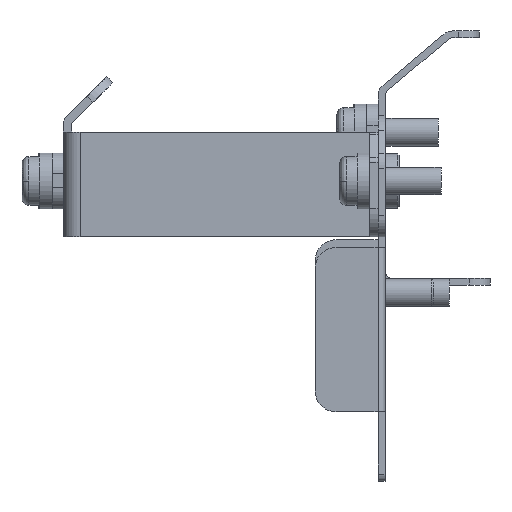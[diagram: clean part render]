
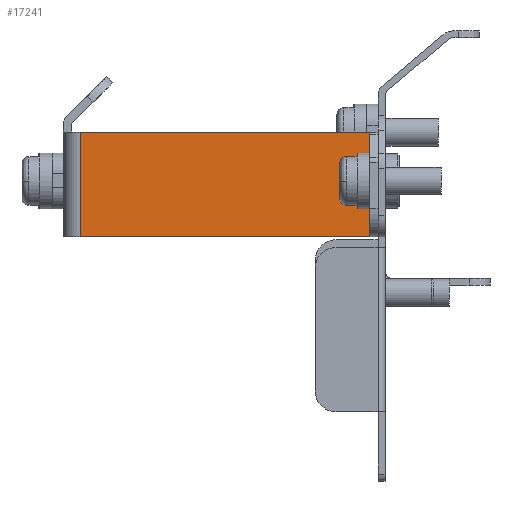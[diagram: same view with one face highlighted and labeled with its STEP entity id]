
A CAD part, left-side view. The second image highlights one B-rep face of the part: STEP entity #17241.
In plain terms, the highlighted planar face has unit normal (-1, 0, 0).
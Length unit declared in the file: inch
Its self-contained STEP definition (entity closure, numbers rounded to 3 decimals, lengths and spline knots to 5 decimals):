
#1406 = DIRECTION ( 'NONE',  ( -1., 0., 0. ) ) ;
#5183 = EDGE_LOOP ( 'NONE', ( #7738, #38100, #6395, #27438 ) ) ;
#5826 = DIRECTION ( 'NONE',  ( 0., 0., -1. ) ) ;
#6395 = ORIENTED_EDGE ( 'NONE', *, *, #25606, .T. ) ;
#6934 = CARTESIAN_POINT ( 'NONE',  ( -2.04528, 0.06693, 0.94094 ) ) ;
#7506 = VERTEX_POINT ( 'NONE', #25525 ) ;
#7738 = ORIENTED_EDGE ( 'NONE', *, *, #36470, .F. ) ;
#7995 = EDGE_CURVE ( 'NONE', #8850, #7506, #37773, .T. ) ;
#8037 = LINE ( 'NONE', #18611, #17555 ) ;
#8159 = EDGE_CURVE ( 'NONE', #23863, #19937, #8037, .T. ) ;
#8850 = VERTEX_POINT ( 'NONE', #35736 ) ;
#9669 = CARTESIAN_POINT ( 'NONE',  ( -2.04528, 1.76772, 0.94094 ) ) ;
#9855 = PLANE ( 'NONE',  #17904 ) ;
#10404 = VECTOR ( 'NONE', #5826, 39.37008 ) ;
#10636 = CARTESIAN_POINT ( 'NONE',  ( -2.04528, 1.79134, 1.08126 ) ) ;
#10877 = CARTESIAN_POINT ( 'NONE',  ( -2.04528, 0.06693, 1.5315 ) ) ;
#11607 = VECTOR ( 'NONE', #26628, 39.37008 ) ;
#12136 = VECTOR ( 'NONE', #28609, 39.37008 ) ;
#12811 = FACE_OUTER_BOUND ( 'NONE', #5183, .T. ) ;
#13828 = CARTESIAN_POINT ( 'NONE',  ( -2.04528, 1.74696, 1.5315 ) ) ;
#17241 = ADVANCED_FACE ( 'NONE', ( #12811 ), #9855, .T. ) ;
#17555 = VECTOR ( 'NONE', #31297, 39.37008 ) ;
#17904 = AXIS2_PLACEMENT_3D ( 'NONE', #10636, #1406, #20000 ) ;
#18611 = CARTESIAN_POINT ( 'NONE',  ( -2.04528, 0.06693, 1.5315 ) ) ;
#19937 = VERTEX_POINT ( 'NONE', #10877 ) ;
#20000 = DIRECTION ( 'NONE',  ( 0., 0., 1. ) ) ;
#20287 = LINE ( 'NONE', #9669, #12136 ) ;
#20538 = CARTESIAN_POINT ( 'NONE',  ( -2.04528, 1.69685, 1.08126 ) ) ;
#23863 = VERTEX_POINT ( 'NONE', #6934 ) ;
#25525 = CARTESIAN_POINT ( 'NONE',  ( -2.04528, 1.69685, 0.94094 ) ) ;
#25606 = EDGE_CURVE ( 'NONE', #7506, #23863, #20287, .T. ) ;
#26628 = DIRECTION ( 'NONE',  ( 0., -1., 0. ) ) ;
#27438 = ORIENTED_EDGE ( 'NONE', *, *, #8159, .T. ) ;
#28609 = DIRECTION ( 'NONE',  ( 0., -1., 0. ) ) ;
#29425 = LINE ( 'NONE', #13828, #11607 ) ;
#31297 = DIRECTION ( 'NONE',  ( 0., 0., 1. ) ) ;
#35736 = CARTESIAN_POINT ( 'NONE',  ( -2.04528, 1.69685, 1.5315 ) ) ;
#36470 = EDGE_CURVE ( 'NONE', #8850, #19937, #29425, .T. ) ;
#37773 = LINE ( 'NONE', #20538, #10404 ) ;
#38100 = ORIENTED_EDGE ( 'NONE', *, *, #7995, .T. ) ;
